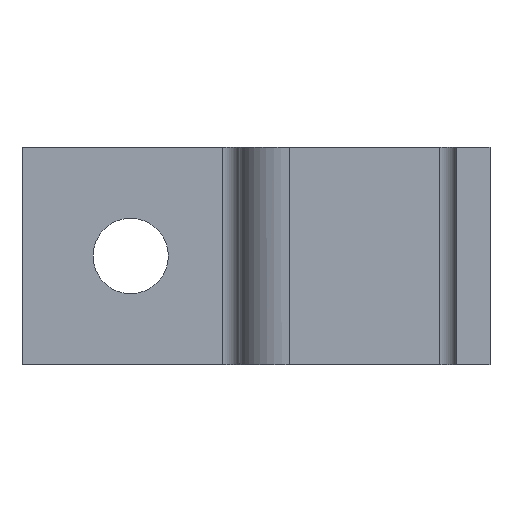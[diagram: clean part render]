
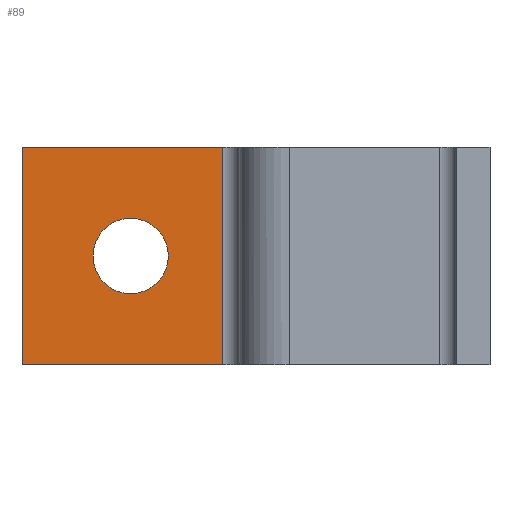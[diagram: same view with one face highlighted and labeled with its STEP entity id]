
A CAD part, left-side view. The second image highlights one B-rep face of the part: STEP entity #89.
In plain terms, the highlighted planar face has unit normal (-1, 0, 0).
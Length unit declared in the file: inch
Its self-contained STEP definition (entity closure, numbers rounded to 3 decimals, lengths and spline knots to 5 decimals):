
#89=ADVANCED_FACE('',(#184,#185),#186,.T.);
#184=FACE_BOUND('',#357,.T.);
#185=FACE_OUTER_BOUND('',#358,.T.);
#186=PLANE('',#359);
#357=EDGE_LOOP('',(#588,#589,#590,#591));
#358=EDGE_LOOP('',(#592,#593,#594,#595));
#359=AXIS2_PLACEMENT_3D('',#596,#597,#598);
#588=ORIENTED_EDGE('',*,*,#729,.T.);
#589=ORIENTED_EDGE('',*,*,#720,.T.);
#590=ORIENTED_EDGE('',*,*,#746,.T.);
#591=ORIENTED_EDGE('',*,*,#783,.T.);
#592=ORIENTED_EDGE('',*,*,#758,.T.);
#593=ORIENTED_EDGE('',*,*,#699,.F.);
#594=ORIENTED_EDGE('',*,*,#775,.T.);
#595=ORIENTED_EDGE('',*,*,#764,.T.);
#596=CARTESIAN_POINT('',(3.25144,2.75021,0.0));
#597=DIRECTION('',(-1.0,0.0,0.0));
#598=DIRECTION('',(0.0,-1.0,0.0));
#699=EDGE_CURVE('',#816,#811,#818,.T.);
#720=EDGE_CURVE('',#853,#854,#855,.T.);
#729=EDGE_CURVE('',#868,#853,#869,.T.);
#746=EDGE_CURVE('',#854,#896,#897,.T.);
#758=EDGE_CURVE('',#914,#811,#915,.T.);
#764=EDGE_CURVE('',#922,#914,#923,.T.);
#775=EDGE_CURVE('',#816,#922,#940,.T.);
#783=EDGE_CURVE('',#896,#868,#950,.T.);
#811=VERTEX_POINT('',#982);
#816=VERTEX_POINT('',#989);
#818=LINE('',#992,#993);
#853=VERTEX_POINT('',#1057);
#854=VERTEX_POINT('',#1058);
#855=B_SPLINE_CURVE_WITH_KNOTS('',3,(#1059,#1060,#1061,#1062),.UNSPECIFIED.,.F.,.F.,(4,4),(-1.0,-0.0),.UNSPECIFIED.);
#868=VERTEX_POINT('',#1083);
#869=B_SPLINE_CURVE_WITH_KNOTS('',3,(#1084,#1085,#1086,#1087),.UNSPECIFIED.,.F.,.F.,(4,4),(-1.0,-0.0),.UNSPECIFIED.);
#896=VERTEX_POINT('',#1134);
#897=B_SPLINE_CURVE_WITH_KNOTS('',3,(#1135,#1136,#1137,#1138),.UNSPECIFIED.,.F.,.F.,(4,4),(-1.0,-0.0),.UNSPECIFIED.);
#914=VERTEX_POINT('',#1173);
#915=LINE('',#1174,#1175);
#922=VERTEX_POINT('',#1189);
#923=LINE('',#1190,#1191);
#940=LINE('',#1224,#1225);
#950=B_SPLINE_CURVE_WITH_KNOTS('',3,(#1245,#1246,#1247,#1248),.UNSPECIFIED.,.F.,.F.,(4,4),(-1.0,-0.0),.UNSPECIFIED.);
#982=CARTESIAN_POINT('',(3.25144,3.50054,1.625));
#989=CARTESIAN_POINT('',(3.25144,3.50054,0.0));
#992=CARTESIAN_POINT('',(3.25144,3.50054,0.0));
#993=VECTOR('',#1311,1.0);
#1057=CARTESIAN_POINT('',(3.25144,2.40681,0.8125));
#1058=CARTESIAN_POINT('',(3.25144,2.68806,0.53125));
#1059=CARTESIAN_POINT('',(3.25144,2.40681,0.8125));
#1060=CARTESIAN_POINT('',(3.25144,2.40681,0.65717));
#1061=CARTESIAN_POINT('',(3.25144,2.53273,0.53125));
#1062=CARTESIAN_POINT('',(3.25144,2.68806,0.53125));
#1083=CARTESIAN_POINT('',(3.25144,2.68806,1.09375));
#1084=CARTESIAN_POINT('',(3.25144,2.68806,1.09375));
#1085=CARTESIAN_POINT('',(3.25144,2.53273,1.09375));
#1086=CARTESIAN_POINT('',(3.25144,2.40681,0.96783));
#1087=CARTESIAN_POINT('',(3.25144,2.40681,0.8125));
#1134=CARTESIAN_POINT('',(3.25144,2.96931,0.8125));
#1135=CARTESIAN_POINT('',(3.25144,2.68806,0.53125));
#1136=CARTESIAN_POINT('',(3.25144,2.84338,0.53125));
#1137=CARTESIAN_POINT('',(3.25144,2.96931,0.65717));
#1138=CARTESIAN_POINT('',(3.25144,2.96931,0.8125));
#1173=CARTESIAN_POINT('',(3.25144,1.99988,1.625));
#1174=CARTESIAN_POINT('',(3.25144,3.50054,1.625));
#1175=VECTOR('',#1339,1.0);
#1189=CARTESIAN_POINT('',(3.25144,1.99988,0.0));
#1190=CARTESIAN_POINT('',(3.25144,1.99988,0.0));
#1191=VECTOR('',#1341,1.0);
#1224=CARTESIAN_POINT('',(3.25144,3.50054,0.0));
#1225=VECTOR('',#1346,1.0);
#1245=CARTESIAN_POINT('',(3.25144,2.96931,0.8125));
#1246=CARTESIAN_POINT('',(3.25144,2.96931,0.96783));
#1247=CARTESIAN_POINT('',(3.25144,2.84338,1.09375));
#1248=CARTESIAN_POINT('',(3.25144,2.68806,1.09375));
#1311=DIRECTION('',(0.0,0.0,1.0));
#1339=DIRECTION('',(0.0,1.0,0.0));
#1341=DIRECTION('',(0.0,0.0,1.0));
#1346=DIRECTION('',(0.0,-1.0,0.0));
